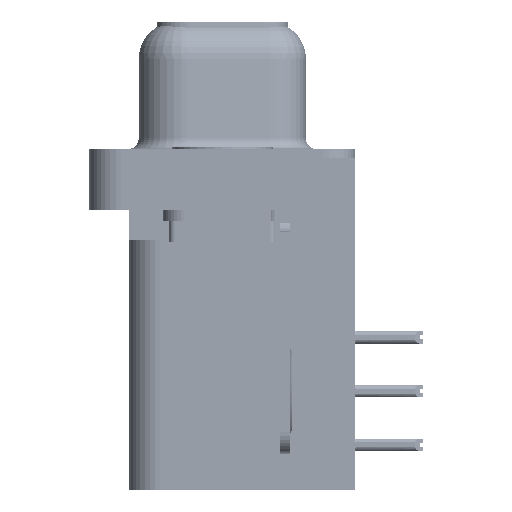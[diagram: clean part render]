
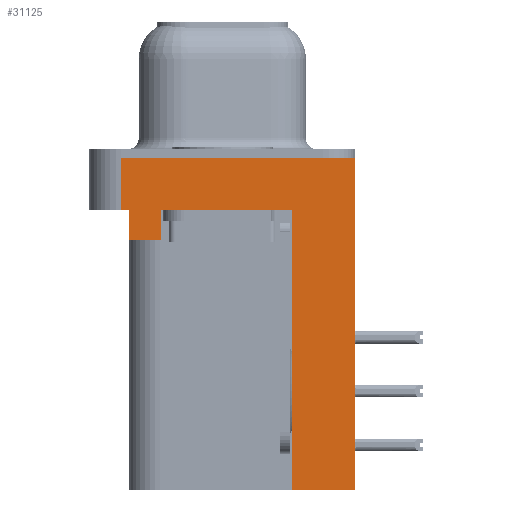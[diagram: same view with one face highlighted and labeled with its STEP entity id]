
A CAD part, left-side view. The second image highlights one B-rep face of the part: STEP entity #31125.
In plain terms, the highlighted planar face has unit normal (-1, 0, 0).
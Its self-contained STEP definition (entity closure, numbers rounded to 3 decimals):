
#31 = CARTESIAN_POINT ( 'NONE',  ( -3., -6.275, -2.5 ) ) ;
#1037 = DIRECTION ( 'NONE',  ( 0., -1., 0. ) ) ;
#1175 = ORIENTED_EDGE ( 'NONE', *, *, #28573, .F. ) ;
#1564 = EDGE_CURVE ( 'NONE', #19185, #35415, #39793, .T. ) ;
#2204 = EDGE_CURVE ( 'NONE', #35415, #36209, #30719, .T. ) ;
#2218 = EDGE_CURVE ( 'NONE', #11879, #11199, #37647, .T. ) ;
#2282 = CARTESIAN_POINT ( 'NONE',  ( -3., 4.425, -2.5 ) ) ;
#3914 = CARTESIAN_POINT ( 'NONE',  ( -3., 4.425, -3.9 ) ) ;
#5606 = DIRECTION ( 'NONE',  ( 0., 0., 1. ) ) ;
#5741 = CARTESIAN_POINT ( 'NONE',  ( -3., 4.425, -3.9 ) ) ;
#5952 = VERTEX_POINT ( 'NONE', #14796 ) ;
#7037 = DIRECTION ( 'NONE',  ( 0., 0., 1. ) ) ;
#7361 = DIRECTION ( 'NONE',  ( 0., 0., 1. ) ) ;
#8221 = EDGE_LOOP ( 'NONE', ( #31588, #39502, #27918, #27620, #1175, #28569, #38847, #24535, #29437, #32722 ) ) ;
#8237 = LINE ( 'NONE', #3914, #34548 ) ;
#8776 = VECTOR ( 'NONE', #1037, 1000. ) ;
#9494 = VECTOR ( 'NONE', #16072, 1000. ) ;
#11070 = CARTESIAN_POINT ( 'NONE',  ( -3., 2.895, -3.9 ) ) ;
#11199 = VERTEX_POINT ( 'NONE', #42209 ) ;
#11879 = VERTEX_POINT ( 'NONE', #11070 ) ;
#12260 = VECTOR ( 'NONE', #37330, 1000. ) ;
#12266 = VERTEX_POINT ( 'NONE', #14017 ) ;
#14017 = CARTESIAN_POINT ( 'NONE',  ( -3., 4.425, -3.9 ) ) ;
#14491 = LINE ( 'NONE', #15308, #22589 ) ;
#14796 = CARTESIAN_POINT ( 'NONE',  ( -3., -3.295, -15.7 ) ) ;
#15308 = CARTESIAN_POINT ( 'NONE',  ( -3., -6.275, -2.5 ) ) ;
#15310 = DIRECTION ( 'NONE',  ( 0., 0., 1. ) ) ;
#16072 = DIRECTION ( 'NONE',  ( 0., 1., 0. ) ) ;
#16775 = CARTESIAN_POINT ( 'NONE',  ( -3., -3.295, -15.7 ) ) ;
#17344 = EDGE_CURVE ( 'NONE', #28404, #5952, #30603, .T. ) ;
#18276 = DIRECTION ( 'NONE',  ( 0., 0., 1. ) ) ;
#19185 = VERTEX_POINT ( 'NONE', #36832 ) ;
#20130 = LINE ( 'NONE', #25024, #8776 ) ;
#21616 = VECTOR ( 'NONE', #34762, 1000. ) ;
#21695 = FACE_OUTER_BOUND ( 'NONE', #8221, .T. ) ;
#22195 = VECTOR ( 'NONE', #5606, 1000. ) ;
#22523 = EDGE_CURVE ( 'NONE', #5952, #40186, #33461, .T. ) ;
#22589 = VECTOR ( 'NONE', #29195, 1000. ) ;
#24154 = PLANE ( 'NONE',  #25030 ) ;
#24226 = VERTEX_POINT ( 'NONE', #2282 ) ;
#24535 = ORIENTED_EDGE ( 'NONE', *, *, #22523, .F. ) ;
#25024 = CARTESIAN_POINT ( 'NONE',  ( -3., -6.275, -2.5 ) ) ;
#25025 = CARTESIAN_POINT ( 'NONE',  ( -3., -6.275, -2.5 ) ) ;
#25030 = AXIS2_PLACEMENT_3D ( 'NONE', #31, #27640, #7037 ) ;
#25650 = LINE ( 'NONE', #5741, #9494 ) ;
#27620 = ORIENTED_EDGE ( 'NONE', *, *, #37754, .F. ) ;
#27640 = DIRECTION ( 'NONE',  ( -1., 0., 0. ) ) ;
#27918 = ORIENTED_EDGE ( 'NONE', *, *, #31970, .T. ) ;
#28404 = VERTEX_POINT ( 'NONE', #35708 ) ;
#28554 = VECTOR ( 'NONE', #15310, 1000. ) ;
#28569 = ORIENTED_EDGE ( 'NONE', *, *, #2218, .T. ) ;
#28573 = EDGE_CURVE ( 'NONE', #11879, #12266, #25650, .T. ) ;
#28634 = CARTESIAN_POINT ( 'NONE',  ( -3., -3.295, -2.5 ) ) ;
#29195 = DIRECTION ( 'NONE',  ( 0., -1., 0. ) ) ;
#29426 = VECTOR ( 'NONE', #18276, 1000. ) ;
#29437 = ORIENTED_EDGE ( 'NONE', *, *, #17344, .F. ) ;
#29630 = VECTOR ( 'NONE', #29678, 1000. ) ;
#29678 = DIRECTION ( 'NONE',  ( 0., -1., 0. ) ) ;
#30603 = LINE ( 'NONE', #16775, #12260 ) ;
#30719 = LINE ( 'NONE', #42856, #29630 ) ;
#31125 = ADVANCED_FACE ( 'NONE', ( #21695 ), #24154, .T. ) ;
#31546 = LINE ( 'NONE', #25025, #29426 ) ;
#31588 = ORIENTED_EDGE ( 'NONE', *, *, #2204, .F. ) ;
#31970 = EDGE_CURVE ( 'NONE', #19185, #24226, #14491, .T. ) ;
#32722 = ORIENTED_EDGE ( 'NONE', *, *, #34275, .T. ) ;
#33461 = LINE ( 'NONE', #36482, #22195 ) ;
#34275 = EDGE_CURVE ( 'NONE', #28404, #36209, #31546, .T. ) ;
#34548 = VECTOR ( 'NONE', #7361, 1000. ) ;
#34762 = DIRECTION ( 'NONE',  ( 0., 0., 1. ) ) ;
#35415 = VERTEX_POINT ( 'NONE', #41990 ) ;
#35708 = CARTESIAN_POINT ( 'NONE',  ( -3., -6.275, -15.7 ) ) ;
#36209 = VERTEX_POINT ( 'NONE', #38861 ) ;
#36482 = CARTESIAN_POINT ( 'NONE',  ( -3., -3.295, -15.7 ) ) ;
#36832 = CARTESIAN_POINT ( 'NONE',  ( -3., 4.775, -2.5 ) ) ;
#37020 = CARTESIAN_POINT ( 'NONE',  ( -3., 4.775, -2.5 ) ) ;
#37330 = DIRECTION ( 'NONE',  ( 0., 1., 0. ) ) ;
#37647 = LINE ( 'NONE', #39953, #28554 ) ;
#37754 = EDGE_CURVE ( 'NONE', #12266, #24226, #8237, .T. ) ;
#38847 = ORIENTED_EDGE ( 'NONE', *, *, #40154, .T. ) ;
#38861 = CARTESIAN_POINT ( 'NONE',  ( -3., -6.275, 0. ) ) ;
#39502 = ORIENTED_EDGE ( 'NONE', *, *, #1564, .F. ) ;
#39793 = LINE ( 'NONE', #37020, #21616 ) ;
#39953 = CARTESIAN_POINT ( 'NONE',  ( -3., 2.895, -3.9 ) ) ;
#40154 = EDGE_CURVE ( 'NONE', #11199, #40186, #20130, .T. ) ;
#40186 = VERTEX_POINT ( 'NONE', #28634 ) ;
#41990 = CARTESIAN_POINT ( 'NONE',  ( -3., 4.775, 0. ) ) ;
#42209 = CARTESIAN_POINT ( 'NONE',  ( -3., 2.895, -2.5 ) ) ;
#42856 = CARTESIAN_POINT ( 'NONE',  ( -3., -6.275, 0. ) ) ;
